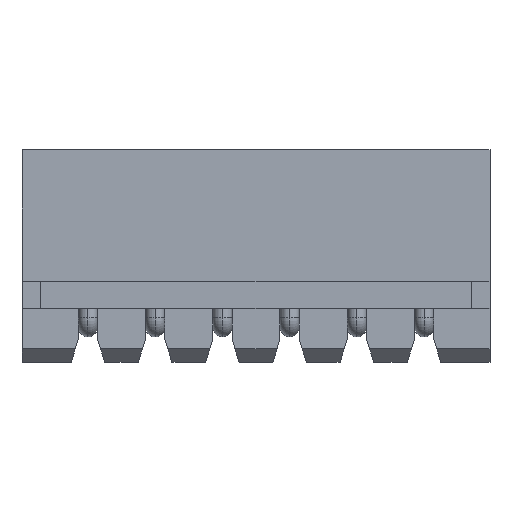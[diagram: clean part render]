
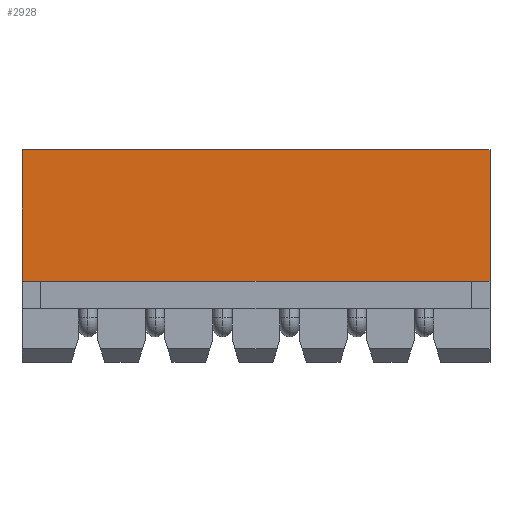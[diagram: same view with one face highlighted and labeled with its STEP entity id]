
A CAD part, top view. The second image highlights one B-rep face of the part: STEP entity #2928.
In plain terms, the highlighted planar face has unit normal (0, 0, 1).
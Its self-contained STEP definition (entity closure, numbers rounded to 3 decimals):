
#21=DIRECTION('',(1.,0.,0.));
#22=VECTOR('',#21,17.4);
#23=CARTESIAN_POINT('',(-8.7,2.95,2.45));
#24=LINE('',#23,#22);
#133=DIRECTION('',(0.,1.,0.));
#134=VECTOR('',#133,4.9);
#135=CARTESIAN_POINT('',(-8.7,-1.95,2.45));
#136=LINE('',#135,#134);
#141=DIRECTION('',(1.,0.,0.));
#142=VECTOR('',#141,17.4);
#143=CARTESIAN_POINT('',(-8.7,-1.95,2.45));
#144=LINE('',#143,#142);
#811=DIRECTION('',(0.,1.,0.));
#812=VECTOR('',#811,4.9);
#813=CARTESIAN_POINT('',(8.7,-1.95,2.45));
#814=LINE('',#813,#812);
#2163=CARTESIAN_POINT('',(-8.7,2.95,2.45));
#2164=CARTESIAN_POINT('',(8.7,2.95,2.45));
#2165=VERTEX_POINT('',#2163);
#2166=VERTEX_POINT('',#2164);
#2201=CARTESIAN_POINT('',(8.7,-1.95,2.45));
#2202=VERTEX_POINT('',#2201);
#2235=CARTESIAN_POINT('',(-8.7,-1.95,2.45));
#2236=VERTEX_POINT('',#2235);
#2915=CARTESIAN_POINT('',(-8.7,-2.95,2.45));
#2916=DIRECTION('',(0.,0.,1.));
#2917=DIRECTION('',(1.,0.,0.));
#2918=AXIS2_PLACEMENT_3D('',#2915,#2916,#2917);
#2919=PLANE('',#2918);
#2921=ORIENTED_EDGE('',*,*,#2920,.F.);
#2922=ORIENTED_EDGE('',*,*,#2875,.T.);
#2923=ORIENTED_EDGE('',*,*,#2812,.T.);
#2925=ORIENTED_EDGE('',*,*,#2924,.F.);
#2926=EDGE_LOOP('',(#2921,#2922,#2923,#2925));
#2927=FACE_OUTER_BOUND('',#2926,.F.);
#2928=ADVANCED_FACE('',(#2927),#2919,.T.);
#2812=EDGE_CURVE('',#2165,#2166,#24,.T.);
#2875=EDGE_CURVE('',#2236,#2165,#136,.T.);
#2920=EDGE_CURVE('',#2236,#2202,#144,.T.);
#2924=EDGE_CURVE('',#2202,#2166,#814,.T.);
